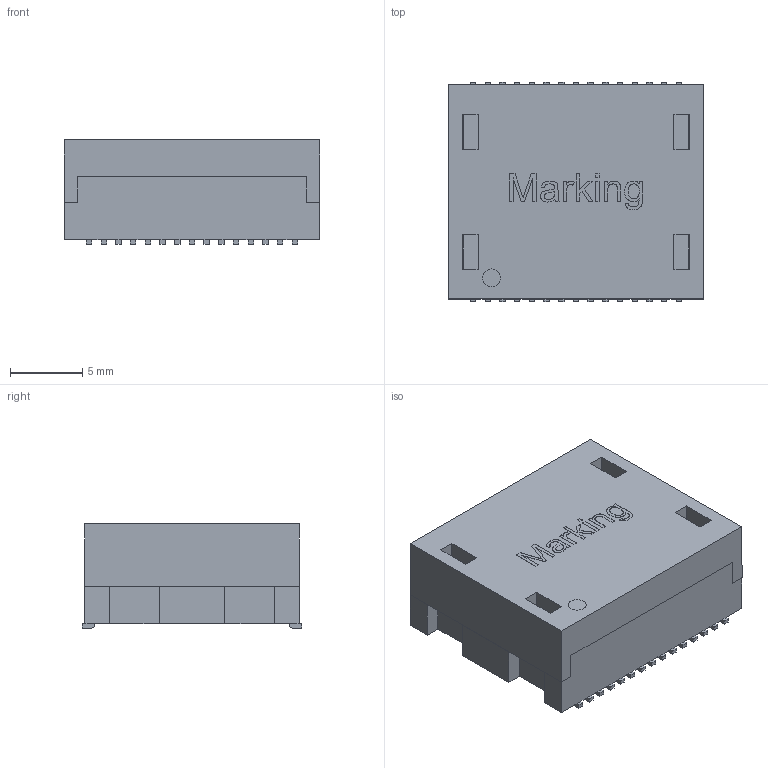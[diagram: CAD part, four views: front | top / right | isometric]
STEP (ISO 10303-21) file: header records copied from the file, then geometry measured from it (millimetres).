
FILE_DESCRIPTION(/* description */ ('Unknown'),/* implementation_level */ '2;1');
FILE_NAME(/* name */ '749052014',/* time_stamp */ '2018-09-25T09:35:42+02:00',/* author */ ('Unknown'),/* organization */ ('Unknown'),/* preprocessor_version */ 'ST-DEVELOPER v16.7',/* originating_system */ 'DEX',/* authorisation */ $);
FILE_SCHEMA (('AUTOMOTIVE_DESIGN {1 0 10303 214 3 1 1}'));
Length unit declared in the file: millimetre
Products named in the file (3): 749052014; Case; Cover
Assembly tree (2 placements, depth 2):
  749052014
    Case
    Cover
Bounding box: 17.73 x 15.24 x 7.24 mm (x, y, z)
Volume: 1764.1 mm3; surface area: 1683.7 mm2
Topology: 2 solids, 2 shells, 314 faces, 837 edges, 538 vertices
Faces by surface type: plane 267, cylinder 31, bspline 16
Full cylindrical faces by diameter (mm): 1.25 x1
Entity records: 12489 total; most frequent: CARTESIAN_POINT 2664, ORIENTED_EDGE 1670, DIRECTION 1375, EDGE_CURVE 835, LINE 649, VECTOR 649, VERTEX_POINT 538, AXIS2_PLACEMENT_3D 363
